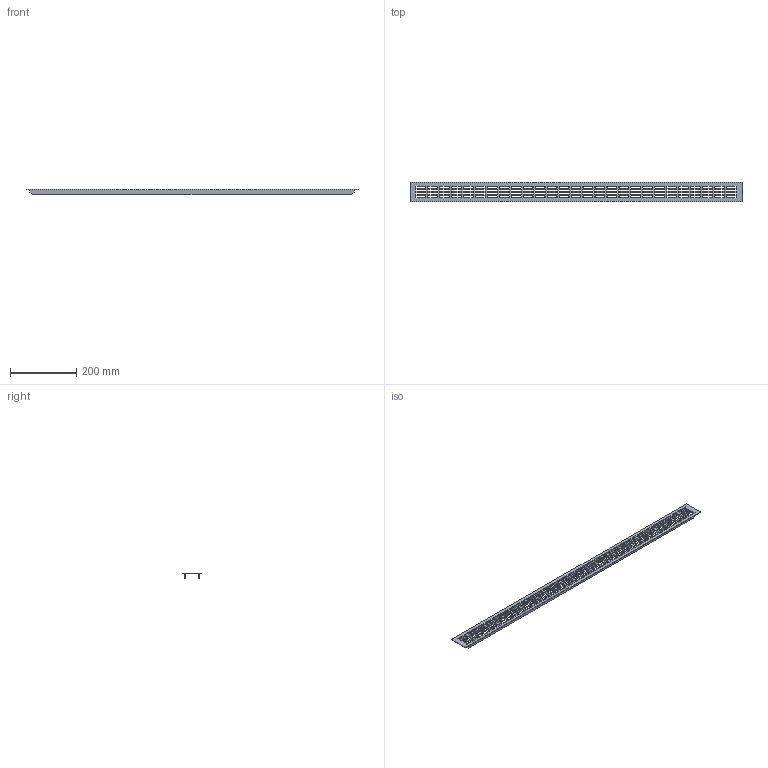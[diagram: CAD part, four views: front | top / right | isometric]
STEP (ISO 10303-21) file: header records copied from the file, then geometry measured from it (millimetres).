
FILE_DESCRIPTION (( 'STEP AP214' ), '1' );
FILE_NAME ('F000956,F000979,F001002_3D.step', '2022-08-15T13:44:33', ( '' ), ( '' ), 'SwSTEP 2.0', 'SolidWorks 2020', '' );
FILE_SCHEMA (( 'AUTOMOTIVE_DESIGN' ));
Length unit declared in the file: millimetre
Products named in the file (1): F000956,F000979,F001002_3D
Bounding box: 1000 x 60 x 16.5 mm (x, y, z)
Volume: 119283.1 mm3; surface area: 154257.8 mm2
Topology: 1 solids, 1 shells, 884 faces, 2640 edges, 1760 vertices
Faces by surface type: plane 452, cylinder 432
Entity records: 30414 total; most frequent: CARTESIAN_POINT 5285, ORIENTED_EDGE 5280, DIRECTION 5274, EDGE_CURVE 2640, LINE 1776, VECTOR 1776, VERTEX_POINT 1760, AXIS2_PLACEMENT_3D 1749
